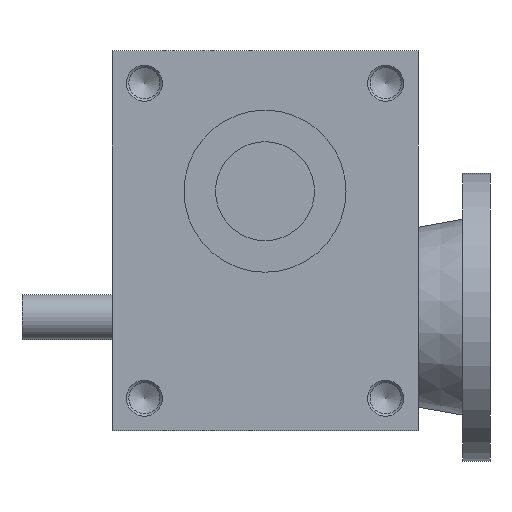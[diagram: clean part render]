
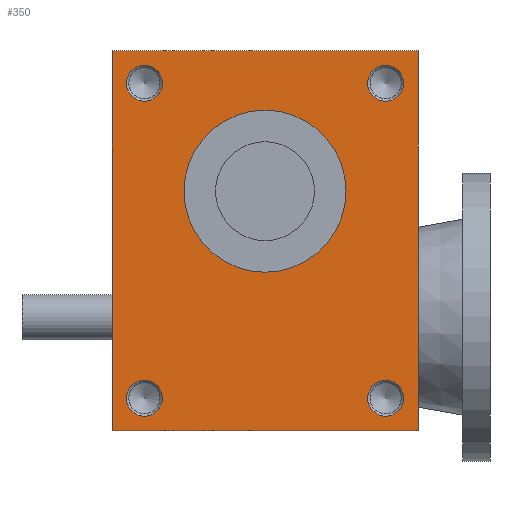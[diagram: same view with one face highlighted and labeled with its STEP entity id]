
A CAD part, front view. The second image highlights one B-rep face of the part: STEP entity #350.
In plain terms, the highlighted planar face has unit normal (0, -1, 0).
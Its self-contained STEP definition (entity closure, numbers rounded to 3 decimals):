
#350 = ADVANCED_FACE( '', ( #803, #804, #805, #806, #807, #808 ), #809, .F. );
#803 = FACE_BOUND( '', #1434, .T. );
#804 = FACE_BOUND( '', #1435, .T. );
#805 = FACE_BOUND( '', #1436, .T. );
#806 = FACE_BOUND( '', #1437, .T. );
#807 = FACE_BOUND( '', #1438, .T. );
#808 = FACE_OUTER_BOUND( '', #1439, .T. );
#809 = PLANE( '', #1440 );
#1434 = EDGE_LOOP( '', ( #2213 ) );
#1435 = EDGE_LOOP( '', ( #2214 ) );
#1436 = EDGE_LOOP( '', ( #2215 ) );
#1437 = EDGE_LOOP( '', ( #2216 ) );
#1438 = EDGE_LOOP( '', ( #2217 ) );
#1439 = EDGE_LOOP( '', ( #2218, #2219, #2220, #2221 ) );
#1440 = AXIS2_PLACEMENT_3D( '', #2222, #2223, #2224 );
#2213 = ORIENTED_EDGE( '', *, *, #3517, .F. );
#2214 = ORIENTED_EDGE( '', *, *, #3518, .F. );
#2215 = ORIENTED_EDGE( '', *, *, #3429, .F. );
#2216 = ORIENTED_EDGE( '', *, *, #3519, .F. );
#2217 = ORIENTED_EDGE( '', *, *, #3520, .T. );
#2218 = ORIENTED_EDGE( '', *, *, #3521, .T. );
#2219 = ORIENTED_EDGE( '', *, *, #3490, .F. );
#2220 = ORIENTED_EDGE( '', *, *, #3501, .F. );
#2221 = ORIENTED_EDGE( '', *, *, #3368, .T. );
#2222 = CARTESIAN_POINT( '', ( -85., -75., 105.5 ) );
#2223 = DIRECTION( '', ( 0., 1., 0. ) );
#2224 = DIRECTION( '', ( 0., 0., 1. ) );
#3368 = EDGE_CURVE( '', #3929, #3927, #3930, .T. );
#3429 = EDGE_CURVE( '', #4034, #4034, #4035, .T. );
#3490 = EDGE_CURVE( '', #4137, #4132, #4139, .T. );
#3501 = EDGE_CURVE( '', #3929, #4137, #4156, .T. );
#3517 = EDGE_CURVE( '', #4180, #4180, #4181, .T. );
#3518 = EDGE_CURVE( '', #4182, #4182, #4183, .T. );
#3519 = EDGE_CURVE( '', #4184, #4184, #4185, .T. );
#3520 = EDGE_CURVE( '', #4186, #4186, #4187, .T. );
#3521 = EDGE_CURVE( '', #3927, #4132, #4188, .T. );
#3927 = VERTEX_POINT( '', #4725 );
#3929 = VERTEX_POINT( '', #4728 );
#3930 = LINE( '', #4729, #4730 );
#4034 = VERTEX_POINT( '', #4926 );
#4035 = CIRCLE( '', #4927, 10. );
#4132 = VERTEX_POINT( '', #5049 );
#4137 = VERTEX_POINT( '', #5056 );
#4139 = LINE( '', #5059, #5060 );
#4156 = LINE( '', #5084, #5085 );
#4180 = VERTEX_POINT( '', #5118 );
#4181 = CIRCLE( '', #5119, 10. );
#4182 = VERTEX_POINT( '', #5120 );
#4183 = CIRCLE( '', #5121, 10. );
#4184 = VERTEX_POINT( '', #5122 );
#4185 = CIRCLE( '', #5123, 10. );
#4186 = VERTEX_POINT( '', #5124 );
#4187 = CIRCLE( '', #5125, 45. );
#4188 = LINE( '', #5126, #5127 );
#4725 = CARTESIAN_POINT( '', ( -85., -75., -105.5 ) );
#4728 = CARTESIAN_POINT( '', ( -85., -75., 105.5 ) );
#4729 = CARTESIAN_POINT( '', ( -85., -75., 105.5 ) );
#4730 = VECTOR( '', #5804, 1000. );
#4926 = CARTESIAN_POINT( '', ( 67., -75., 77.5 ) );
#4927 = AXIS2_PLACEMENT_3D( '', #5888, #5889, #5890 );
#5049 = CARTESIAN_POINT( '', ( 85., -75., -105.5 ) );
#5056 = CARTESIAN_POINT( '', ( 85., -75., 105.5 ) );
#5059 = CARTESIAN_POINT( '', ( 85., -75., 105.5 ) );
#5060 = VECTOR( '', #5970, 1000. );
#5084 = CARTESIAN_POINT( '', ( -85., -75., 105.5 ) );
#5085 = VECTOR( '', #5978, 1000. );
#5118 = CARTESIAN_POINT( '', ( -67., -75., -97.5 ) );
#5119 = AXIS2_PLACEMENT_3D( '', #5994, #5995, #5996 );
#5120 = CARTESIAN_POINT( '', ( -67., -75., 77.5 ) );
#5121 = AXIS2_PLACEMENT_3D( '', #5997, #5998, #5999 );
#5122 = CARTESIAN_POINT( '', ( 67., -75., -97.5 ) );
#5123 = AXIS2_PLACEMENT_3D( '', #6000, #6001, #6002 );
#5124 = CARTESIAN_POINT( '', ( 45., -75., 27.5 ) );
#5125 = AXIS2_PLACEMENT_3D( '', #6003, #6004, #6005 );
#5126 = CARTESIAN_POINT( '', ( -85., -75., -105.5 ) );
#5127 = VECTOR( '', #6006, 1000. );
#5804 = DIRECTION( '', ( 0., 0., -1. ) );
#5888 = CARTESIAN_POINT( '', ( 67., -75., 87.5 ) );
#5889 = DIRECTION( '', ( 0., -1., 0. ) );
#5890 = DIRECTION( '', ( 0., 0., -1. ) );
#5970 = DIRECTION( '', ( 0., 0., -1. ) );
#5978 = DIRECTION( '', ( 1., 0., 0. ) );
#5994 = CARTESIAN_POINT( '', ( -67., -75., -87.5 ) );
#5995 = DIRECTION( '', ( 0., -1., 0. ) );
#5996 = DIRECTION( '', ( 0., 0., -1. ) );
#5997 = CARTESIAN_POINT( '', ( -67., -75., 87.5 ) );
#5998 = DIRECTION( '', ( 0., -1., 0. ) );
#5999 = DIRECTION( '', ( 0., 0., -1. ) );
#6000 = CARTESIAN_POINT( '', ( 67., -75., -87.5 ) );
#6001 = DIRECTION( '', ( 0., -1., 0. ) );
#6002 = DIRECTION( '', ( 0., 0., -1. ) );
#6003 = CARTESIAN_POINT( '', ( 0., -75., 27.5 ) );
#6004 = DIRECTION( '', ( 0., 1., 0. ) );
#6005 = DIRECTION( '', ( 1., 0., 0. ) );
#6006 = DIRECTION( '', ( 1., 0., 0. ) );
